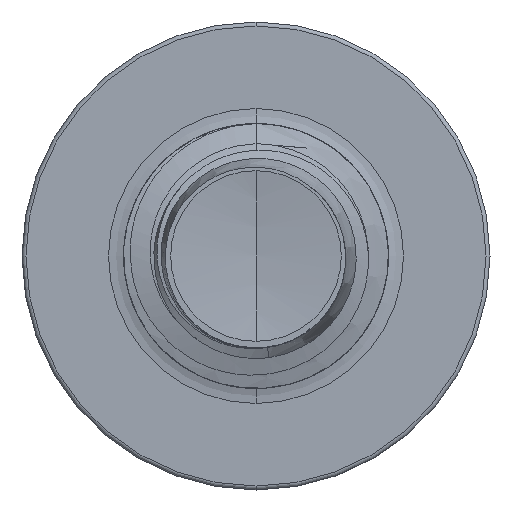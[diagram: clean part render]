
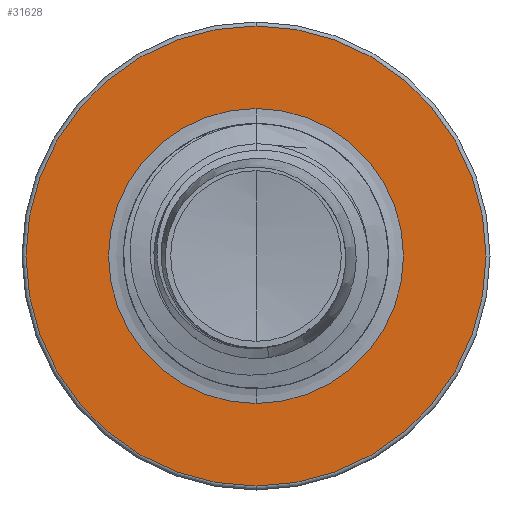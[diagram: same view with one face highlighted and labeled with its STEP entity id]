
A CAD part, front view. The second image highlights one B-rep face of the part: STEP entity #31628.
In plain terms, the highlighted planar face has unit normal (0, -1, 0).
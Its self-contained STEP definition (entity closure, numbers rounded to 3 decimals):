
#1953 = PLANE ( 'NONE',  #21202 ) ;
#8057 = EDGE_LOOP ( 'NONE', ( #9260, #51793 ) ) ;
#9260 = ORIENTED_EDGE ( 'NONE', *, *, #44259, .T. ) ;
#9296 = CARTESIAN_POINT ( 'NONE',  ( 0., 20., 2.605 ) ) ;
#9338 = CARTESIAN_POINT ( 'NONE',  ( 0., 20., -1.67 ) ) ;
#9582 = CIRCLE ( 'NONE', #23176, 2.605 ) ;
#10100 = CARTESIAN_POINT ( 'NONE',  ( 0., 20., 0. ) ) ;
#11149 = AXIS2_PLACEMENT_3D ( 'NONE', #19127, #48884, #23561 ) ;
#11869 = CARTESIAN_POINT ( 'NONE',  ( 0., 20., 0. ) ) ;
#11904 = FACE_BOUND ( 'NONE', #8057, .T. ) ;
#12007 = CARTESIAN_POINT ( 'NONE',  ( 0., 20., 0. ) ) ;
#12424 = CIRCLE ( 'NONE', #11149, 1.67 ) ;
#14651 = DIRECTION ( 'NONE',  ( 0., 0., 1. ) ) ;
#15610 = CARTESIAN_POINT ( 'NONE',  ( 0., 20., -1.67 ) ) ;
#16395 = DIRECTION ( 'NONE',  ( 0., 0., 1. ) ) ;
#16528 = DIRECTION ( 'NONE',  ( 0., 0., 1. ) ) ;
#19127 = CARTESIAN_POINT ( 'NONE',  ( 0., 20., 0. ) ) ;
#20495 = DIRECTION ( 'NONE',  ( 0., 0., 1. ) ) ;
#21202 = AXIS2_PLACEMENT_3D ( 'NONE', #15610, #45991, #20495 ) ;
#23176 = AXIS2_PLACEMENT_3D ( 'NONE', #12007, #42291, #16528 ) ;
#23561 = DIRECTION ( 'NONE',  ( 0., 0., 1. ) ) ;
#23669 = CIRCLE ( 'NONE', #48312, 1.67 ) ;
#30148 = EDGE_LOOP ( 'NONE', ( #39950, #52508 ) ) ;
#31628 = ADVANCED_FACE ( 'NONE', ( #56464, #11904 ), #1953, .F. ) ;
#34717 = EDGE_CURVE ( 'NONE', #47696, #47396, #43013, .T. ) ;
#35732 = CARTESIAN_POINT ( 'NONE',  ( 0., 20., -2.605 ) ) ;
#39950 = ORIENTED_EDGE ( 'NONE', *, *, #56067, .F. ) ;
#40539 = DIRECTION ( 'NONE',  ( 0., 1., 0. ) ) ;
#42166 = DIRECTION ( 'NONE',  ( 0., 1., 0. ) ) ;
#42291 = DIRECTION ( 'NONE',  ( 0., 1., 0. ) ) ;
#42844 = CARTESIAN_POINT ( 'NONE',  ( 0., 20., 1.67 ) ) ;
#43013 = CIRCLE ( 'NONE', #48621, 2.605 ) ;
#43842 = VERTEX_POINT ( 'NONE', #9338 ) ;
#44259 = EDGE_CURVE ( 'NONE', #49724, #43842, #23669, .T. ) ;
#45991 = DIRECTION ( 'NONE',  ( 0., 1., 0. ) ) ;
#47396 = VERTEX_POINT ( 'NONE', #9296 ) ;
#47696 = VERTEX_POINT ( 'NONE', #35732 ) ;
#48312 = AXIS2_PLACEMENT_3D ( 'NONE', #10100, #40539, #14651 ) ;
#48621 = AXIS2_PLACEMENT_3D ( 'NONE', #11869, #42166, #16395 ) ;
#48884 = DIRECTION ( 'NONE',  ( 0., 1., 0. ) ) ;
#49724 = VERTEX_POINT ( 'NONE', #42844 ) ;
#51793 = ORIENTED_EDGE ( 'NONE', *, *, #55017, .T. ) ;
#52508 = ORIENTED_EDGE ( 'NONE', *, *, #34717, .F. ) ;
#55017 = EDGE_CURVE ( 'NONE', #43842, #49724, #12424, .T. ) ;
#56067 = EDGE_CURVE ( 'NONE', #47396, #47696, #9582, .T. ) ;
#56464 = FACE_OUTER_BOUND ( 'NONE', #30148, .T. ) ;
